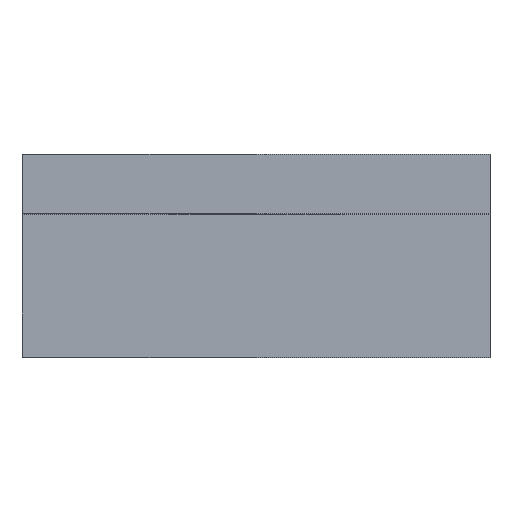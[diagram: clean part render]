
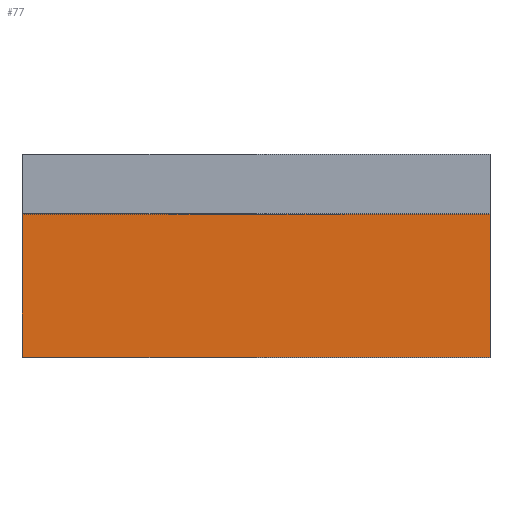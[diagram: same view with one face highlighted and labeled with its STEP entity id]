
A CAD part, top view. The second image highlights one B-rep face of the part: STEP entity #77.
In plain terms, the highlighted planar face has unit normal (0, 0, 1).
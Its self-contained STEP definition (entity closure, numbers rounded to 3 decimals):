
#13=DIRECTION('',(0.,0.,1.));
#14=DIRECTION('',(1.,0.,0.));
#32=VERTEX_POINT('',#33);
#33=CARTESIAN_POINT('',(0.,0.,8.7));
#41=VECTOR('',#42,1.);
#42=DIRECTION('',(0.,1.,0.));
#50=VERTEX_POINT('',#51);
#51=CARTESIAN_POINT('',(0.,3.1,8.7));
#52=LINE('',#33,#41);
#53=ORIENTED_EDGE('',*,*,#54,.F.);
#54=EDGE_CURVE('',#32,#50,#52,.T.);
#65=VECTOR('',#14,1.);
#67=ORIENTED_EDGE('',*,*,#68,.T.);
#68=EDGE_CURVE('',#32,#69,#71,.T.);
#69=VERTEX_POINT('',#70);
#70=CARTESIAN_POINT('',(10.16,0.,8.7));
#71=LINE('',#33,#65);
#77=ADVANCED_FACE('',(#78),#88,.T.);
#78=FACE_BOUND('',#79,.T.);
#79=EDGE_LOOP('',(#53,#67,#80,#85));
#80=ORIENTED_EDGE('',*,*,#81,.T.);
#81=EDGE_CURVE('',#69,#82,#84,.T.);
#82=VERTEX_POINT('',#83);
#83=CARTESIAN_POINT('',(10.16,3.1,8.7));
#84=LINE('',#70,#41);
#85=ORIENTED_EDGE('',*,*,#86,.F.);
#86=EDGE_CURVE('',#50,#82,#87,.T.);
#87=LINE('',#51,#65);
#88=PLANE('',#89);
#89=AXIS2_PLACEMENT_3D('',#33,#13,#14);
